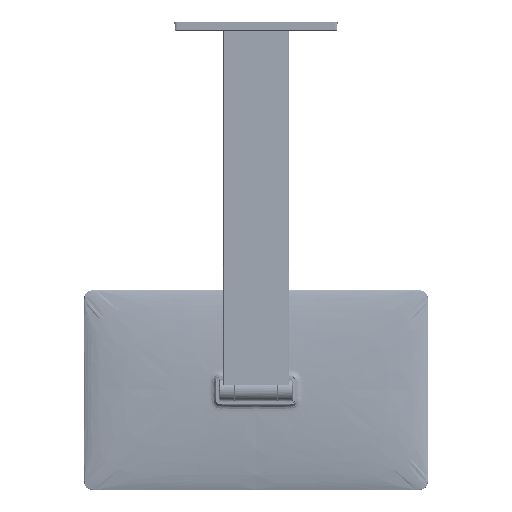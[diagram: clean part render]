
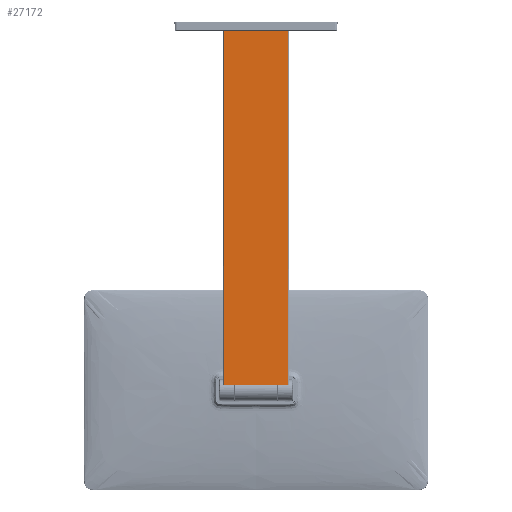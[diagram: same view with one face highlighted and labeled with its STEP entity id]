
A CAD part, top view. The second image highlights one B-rep face of the part: STEP entity #27172.
In plain terms, the highlighted planar face has unit normal (0, 0, 1).
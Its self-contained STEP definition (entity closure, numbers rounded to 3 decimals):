
#23793=PLANE('',#856290);
#27172=ADVANCED_FACE('extract.5',(#40785),#23793,.T.);
#40785=FACE_OUTER_BOUND('',#186056,.T.);
#58208=ORIENTED_EDGE('',*,*,#123478,.F.);
#58209=ORIENTED_EDGE('',*,*,#123514,.T.);
#58210=ORIENTED_EDGE('',*,*,#123515,.T.);
#58211=ORIENTED_EDGE('',*,*,#123516,.T.);
#123478=EDGE_CURVE('25',#166056,#166057,#155741,.T.);
#123514=EDGE_CURVE('24',#166056,#166080,#155755,.T.);
#123515=EDGE_CURVE('26',#166080,#166081,#155756,.T.);
#123516=EDGE_CURVE('27',#166081,#166057,#155757,.T.);
#155741=LINE('',#348082,#333455);
#155755=LINE('',#348082,#333469);
#155756=LINE('',#348500,#333470);
#155757=LINE('',#348505,#333471);
#166056=VERTEX_POINT('18',#348082);
#166057=VERTEX_POINT('21',#348084);
#166080=VERTEX_POINT('20',#348500);
#166081=VERTEX_POINT('22',#348505);
#186056=EDGE_LOOP('',(#58208,#58209,#58210,#58211));
#333455=VECTOR('',#878067,73.8);
#333469=VECTOR('',#878275,412.751);
#333470=VECTOR('',#878067,73.8);
#333471=VECTOR('',#878272,412.751);
#348082=CARTESIAN_POINT('',(-36.9,19.762,9.5));
#348084=CARTESIAN_POINT('',(36.9,19.762,9.5));
#348500=CARTESIAN_POINT('',(-36.9,-392.989,9.5));
#348505=CARTESIAN_POINT('',(36.9,-392.989,9.5));
#856290=AXIS2_PLACEMENT_3D('',#348082,#878066,#878275);
#878066=DIRECTION('',(0.,0.,1.));
#878067=DIRECTION('',(1.,0.,0.));
#878272=DIRECTION('',(0.,1.,0.));
#878275=DIRECTION('',(0.,-1.,0.));
